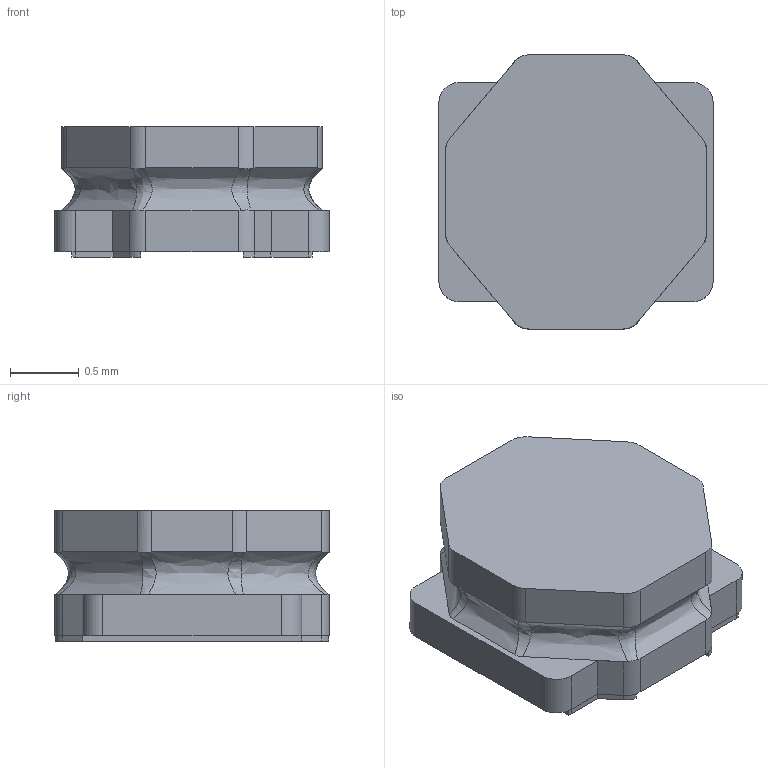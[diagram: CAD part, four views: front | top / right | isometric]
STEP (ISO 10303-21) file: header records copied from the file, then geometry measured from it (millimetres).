
FILE_DESCRIPTION (( 'STEP AP214' ), '1' );
FILE_NAME ('L_DND2020JE.STEP', '2022-03-30T06:55:22', ( '' ), ( '' ), 'SwSTEP 2.0', 'SolidWorks 2012', '' );
FILE_SCHEMA (( 'AUTOMOTIVE_DESIGN' ));
Length unit declared in the file: millimetre
Products named in the file (2): L_DND2020JE
Assembly tree (1 placements, depth 2):
  L_DND2020JE
    L_DND2020JE
Bounding box: 2 x 2 x 0.95 mm (x, y, z)
Volume: 2.9 mm3; surface area: 17.3 mm2
Topology: 3 solids, 3 shells, 80 faces, 222 edges, 148 vertices
Faces by surface type: plane 40, cylinder 24, bspline 16
Entity records: 4164 total; most frequent: CARTESIAN_POINT 1276, ORIENTED_EDGE 444, DIRECTION 342, EDGE_CURVE 222, VERTEX_POINT 148, LINE 126, VECTOR 126, AXIS2_PLACEMENT_3D 108
